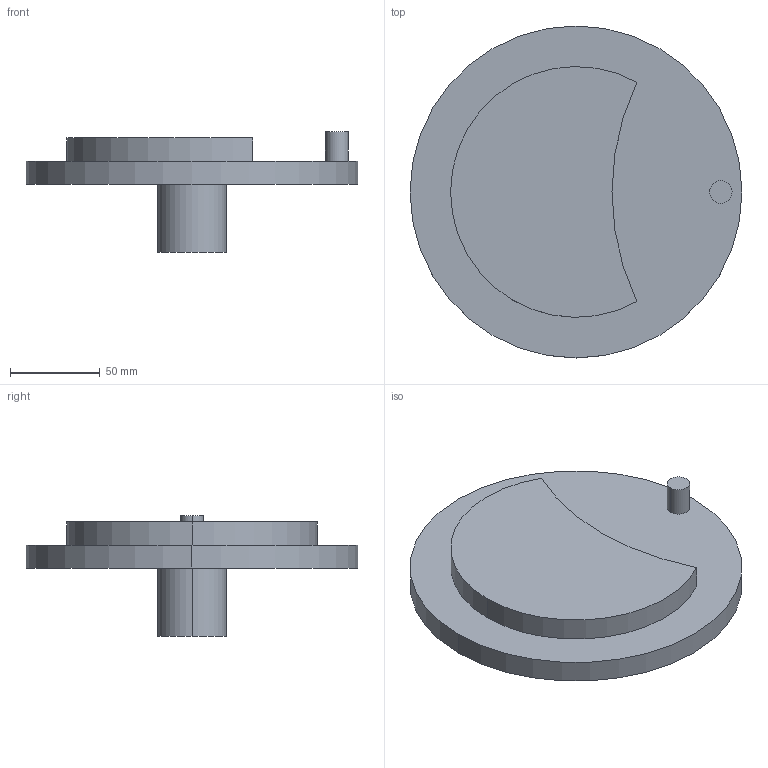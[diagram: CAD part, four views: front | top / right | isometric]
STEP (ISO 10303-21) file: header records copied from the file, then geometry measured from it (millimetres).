
FILE_DESCRIPTION (( 'STEP AP214' ), '1' );
FILE_NAME ('Input Disk.STEP', '2022-03-11T20:59:22', ( '' ), ( '' ), 'SwSTEP 2.0', 'SolidWorks 2020', '' );
FILE_SCHEMA (( 'AUTOMOTIVE_DESIGN' ));
Length unit declared in the file: inch
Products named in the file (1): Input Disk
Bounding box: 184.93 x 184.93 x 67.31 mm (x, y, z)
Volume: 529952.9 mm3; surface area: 71706.3 mm2
Topology: 1 solids, 1 shells, 14 faces, 27 edges, 18 vertices
Faces by surface type: cylinder 9, plane 5
Entity records: 448 total; most frequent: DIRECTION 75, CARTESIAN_POINT 60, ORIENTED_EDGE 54, AXIS2_PLACEMENT_3D 33, EDGE_CURVE 27, CIRCLE 18, VERTEX_POINT 18, EDGE_LOOP 17
